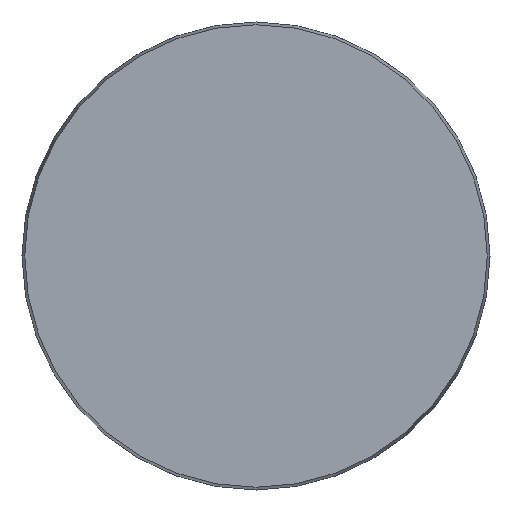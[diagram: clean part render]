
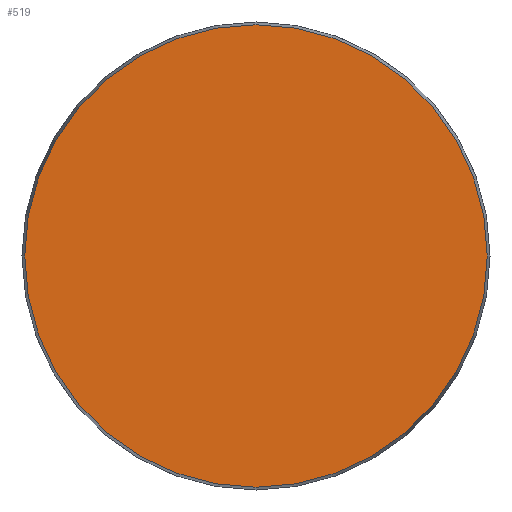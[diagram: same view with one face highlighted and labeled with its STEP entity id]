
A CAD part, front view. The second image highlights one B-rep face of the part: STEP entity #519.
In plain terms, the highlighted planar face has unit normal (0, -1, 0).
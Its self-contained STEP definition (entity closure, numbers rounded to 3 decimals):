
#46 = DIRECTION ( 'NONE',  ( 0., 0., 1. ) ) ;
#54 = DIRECTION ( 'NONE',  ( 0., 1., 0. ) ) ;
#89 = AXIS2_PLACEMENT_3D ( 'NONE', #306, #54, #46 ) ;
#108 = CARTESIAN_POINT ( 'NONE',  ( 0., 0., 0. ) ) ;
#115 = DIRECTION ( 'NONE',  ( 0., -1., 0. ) ) ;
#149 = VERTEX_POINT ( 'NONE', #182 ) ;
#182 = CARTESIAN_POINT ( 'NONE',  ( 0., 0., -48.425 ) ) ;
#229 = FACE_OUTER_BOUND ( 'NONE', #544, .T. ) ;
#247 = EDGE_CURVE ( 'NONE', #149, #149, #333, .T. ) ;
#290 = ORIENTED_EDGE ( 'NONE', *, *, #247, .T. ) ;
#306 = CARTESIAN_POINT ( 'NONE',  ( -48.425, 0., 0. ) ) ;
#323 = AXIS2_PLACEMENT_3D ( 'NONE', #108, #115, #363 ) ;
#333 = CIRCLE ( 'NONE', #323, 48.425 ) ;
#363 = DIRECTION ( 'NONE',  ( 0., 0., -1. ) ) ;
#395 = PLANE ( 'NONE',  #89 ) ;
#519 = ADVANCED_FACE ( 'NONE', ( #229 ), #395, .F. ) ;
#544 = EDGE_LOOP ( 'NONE', ( #290 ) ) ;
